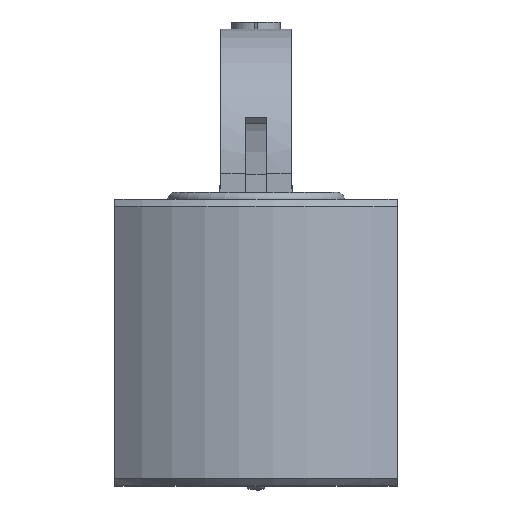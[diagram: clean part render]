
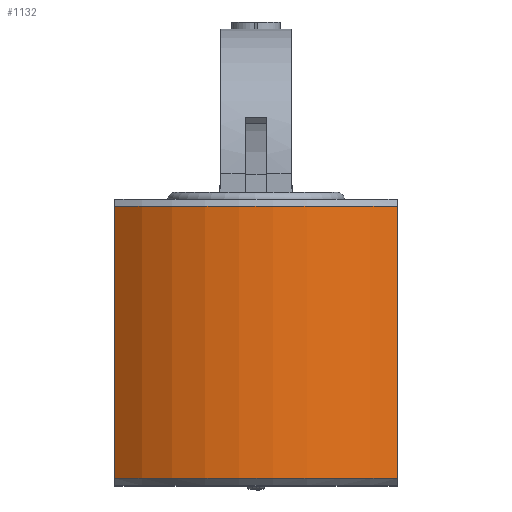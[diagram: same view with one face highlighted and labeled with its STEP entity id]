
A CAD part, top view. The second image highlights one B-rep face of the part: STEP entity #1132.
In plain terms, the highlighted cylindrical face has radius 30 mm (diameter 60 mm), a partial arc.
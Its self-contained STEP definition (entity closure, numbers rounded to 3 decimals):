
#336 = LINE ( 'NONE', #8516, #12709 ) ;
#411 = VERTEX_POINT ( 'NONE', #16106 ) ;
#782 = ORIENTED_EDGE ( 'NONE', *, *, #8433, .F. ) ;
#1068 = VERTEX_POINT ( 'NONE', #3721 ) ;
#1114 = CARTESIAN_POINT ( 'NONE',  ( -20., 40.5, 22.361 ) ) ;
#1132 = ADVANCED_FACE ( 'NONE', ( #10660 ), #13981, .T. ) ;
#1232 = EDGE_LOOP ( 'NONE', ( #782, #14864, #5603, #16128 ) ) ;
#1868 = DIRECTION ( 'NONE',  ( 0., -1., 0. ) ) ;
#2697 = LINE ( 'NONE', #1114, #3891 ) ;
#3721 = CARTESIAN_POINT ( 'NONE',  ( -20., 1., 22.361 ) ) ;
#3891 = VECTOR ( 'NONE', #13860, 1000. ) ;
#4434 = VERTEX_POINT ( 'NONE', #11755 ) ;
#5073 = AXIS2_PLACEMENT_3D ( 'NONE', #12326, #14868, #8915 ) ;
#5547 = EDGE_CURVE ( 'NONE', #4434, #411, #10972, .T. ) ;
#5603 = ORIENTED_EDGE ( 'NONE', *, *, #7894, .T. ) ;
#6503 = CARTESIAN_POINT ( 'NONE',  ( 20., 1., 22.361 ) ) ;
#6834 = AXIS2_PLACEMENT_3D ( 'NONE', #10337, #7712, #7598 ) ;
#7598 = DIRECTION ( 'NONE',  ( 0., 0., 1. ) ) ;
#7712 = DIRECTION ( 'NONE',  ( 0., 1., 0. ) ) ;
#7894 = EDGE_CURVE ( 'NONE', #411, #1068, #2697, .T. ) ;
#8354 = DIRECTION ( 'NONE',  ( 0., -1., 0. ) ) ;
#8433 = EDGE_CURVE ( 'NONE', #4434, #15431, #336, .T. ) ;
#8516 = CARTESIAN_POINT ( 'NONE',  ( 20., 40.5, 22.361 ) ) ;
#8915 = DIRECTION ( 'NONE',  ( 0., 0., -1. ) ) ;
#10088 = CIRCLE ( 'NONE', #6834, 30. ) ;
#10337 = CARTESIAN_POINT ( 'NONE',  ( 0., 1., 0. ) ) ;
#10660 = FACE_OUTER_BOUND ( 'NONE', #1232, .T. ) ;
#10734 = DIRECTION ( 'NONE',  ( 0., 0., 1. ) ) ;
#10837 = CARTESIAN_POINT ( 'NONE',  ( 0., 39.5, 0. ) ) ;
#10972 = CIRCLE ( 'NONE', #14489, 30. ) ;
#11755 = CARTESIAN_POINT ( 'NONE',  ( 20., 39.5, 22.361 ) ) ;
#12326 = CARTESIAN_POINT ( 'NONE',  ( 0., 40.5, 0. ) ) ;
#12709 = VECTOR ( 'NONE', #8354, 1000. ) ;
#13860 = DIRECTION ( 'NONE',  ( 0., -1., 0. ) ) ;
#13981 = CYLINDRICAL_SURFACE ( 'NONE', #5073, 30. ) ;
#14489 = AXIS2_PLACEMENT_3D ( 'NONE', #10837, #1868, #10734 ) ;
#14864 = ORIENTED_EDGE ( 'NONE', *, *, #5547, .T. ) ;
#14868 = DIRECTION ( 'NONE',  ( 0., -1., 0. ) ) ;
#15037 = EDGE_CURVE ( 'NONE', #1068, #15431, #10088, .T. ) ;
#15431 = VERTEX_POINT ( 'NONE', #6503 ) ;
#16106 = CARTESIAN_POINT ( 'NONE',  ( -20., 39.5, 22.361 ) ) ;
#16128 = ORIENTED_EDGE ( 'NONE', *, *, #15037, .T. ) ;
